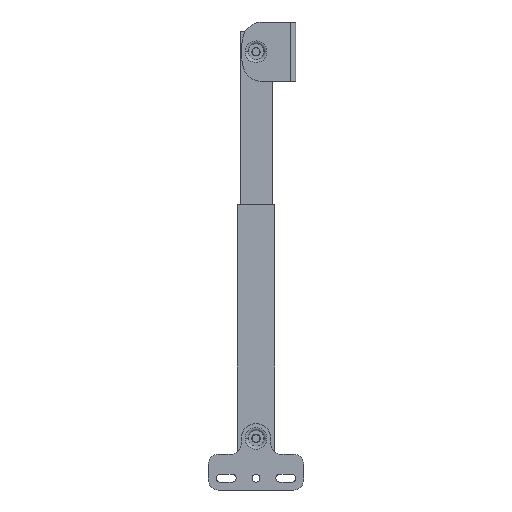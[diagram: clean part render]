
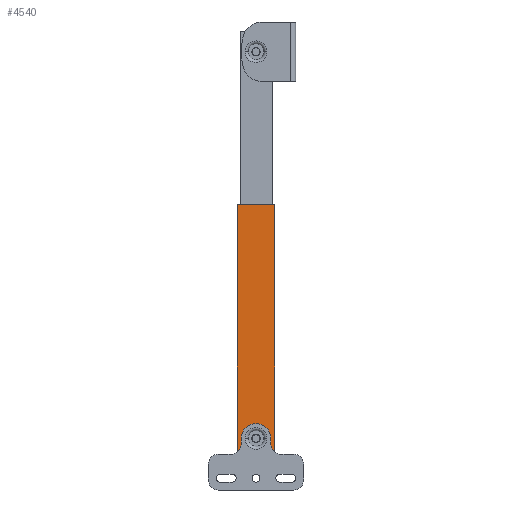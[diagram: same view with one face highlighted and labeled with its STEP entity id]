
A CAD part, left-side view. The second image highlights one B-rep face of the part: STEP entity #4540.
In plain terms, the highlighted face is planar.
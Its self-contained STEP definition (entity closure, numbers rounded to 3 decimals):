
#17 = DIRECTION ( 'NONE',  ( 0., 0., -1. ) ) ;
#25 = VERTEX_POINT ( 'NONE', #4417 ) ;
#56 = CARTESIAN_POINT ( 'NONE',  ( 5., 9.5, -63. ) ) ;
#142 = VECTOR ( 'NONE', #2443, 1000. ) ;
#261 = ORIENTED_EDGE ( 'NONE', *, *, #5005, .T. ) ;
#322 = FACE_BOUND ( 'NONE', #5065, .T. ) ;
#487 = CARTESIAN_POINT ( 'NONE',  ( 5., 9.5, 63. ) ) ;
#523 = ORIENTED_EDGE ( 'NONE', *, *, #2046, .F. ) ;
#527 = CARTESIAN_POINT ( 'NONE',  ( 5., -9.5, 63. ) ) ;
#534 = VECTOR ( 'NONE', #1580, 1000. ) ;
#581 = VERTEX_POINT ( 'NONE', #4696 ) ;
#669 = CARTESIAN_POINT ( 'NONE',  ( 5., -9.5, 63. ) ) ;
#676 = VECTOR ( 'NONE', #17, 1000. ) ;
#708 = AXIS2_PLACEMENT_3D ( 'NONE', #487, #5112, #4581 ) ;
#826 = CARTESIAN_POINT ( 'NONE',  ( 5., 0., 55. ) ) ;
#895 = VERTEX_POINT ( 'NONE', #669 ) ;
#992 = PLANE ( 'NONE',  #708 ) ;
#1020 = VERTEX_POINT ( 'NONE', #56 ) ;
#1050 = LINE ( 'NONE', #527, #676 ) ;
#1186 = ORIENTED_EDGE ( 'NONE', *, *, #4600, .F. ) ;
#1324 = ORIENTED_EDGE ( 'NONE', *, *, #2454, .F. ) ;
#1427 = DIRECTION ( 'NONE',  ( 0., 0., -1. ) ) ;
#1539 = CIRCLE ( 'NONE', #3572, 2.55 ) ;
#1580 = DIRECTION ( 'NONE',  ( 0., 1., 0. ) ) ;
#1594 = DIRECTION ( 'NONE',  ( 0., 1., 0. ) ) ;
#1888 = CARTESIAN_POINT ( 'NONE',  ( 5., -9.5, -63. ) ) ;
#1955 = CARTESIAN_POINT ( 'NONE',  ( 5., 9.5, 63. ) ) ;
#2046 = EDGE_CURVE ( 'NONE', #25, #581, #1539, .T. ) ;
#2095 = CARTESIAN_POINT ( 'NONE',  ( 5., 9.5, -63. ) ) ;
#2108 = DIRECTION ( 'NONE',  ( 1., 0., 0. ) ) ;
#2182 = EDGE_CURVE ( 'NONE', #895, #2809, #4559, .T. ) ;
#2224 = VERTEX_POINT ( 'NONE', #1888 ) ;
#2313 = AXIS2_PLACEMENT_3D ( 'NONE', #3699, #2108, #1594 ) ;
#2443 = DIRECTION ( 'NONE',  ( 0., 1., 0. ) ) ;
#2454 = EDGE_CURVE ( 'NONE', #581, #25, #4737, .T. ) ;
#2484 = LINE ( 'NONE', #1955, #4308 ) ;
#2636 = LINE ( 'NONE', #2095, #534 ) ;
#2686 = ORIENTED_EDGE ( 'NONE', *, *, #4999, .T. ) ;
#2809 = VERTEX_POINT ( 'NONE', #4612 ) ;
#2964 = CARTESIAN_POINT ( 'NONE',  ( 5., 9.5, 63. ) ) ;
#3572 = AXIS2_PLACEMENT_3D ( 'NONE', #826, #4920, #4412 ) ;
#3699 = CARTESIAN_POINT ( 'NONE',  ( 5., 0., 55. ) ) ;
#4100 = EDGE_LOOP ( 'NONE', ( #2686, #1186, #4396, #261 ) ) ;
#4308 = VECTOR ( 'NONE', #1427, 1000. ) ;
#4396 = ORIENTED_EDGE ( 'NONE', *, *, #2182, .F. ) ;
#4412 = DIRECTION ( 'NONE',  ( 0., 1., 0. ) ) ;
#4417 = CARTESIAN_POINT ( 'NONE',  ( 5., -2.55, 55. ) ) ;
#4540 = ADVANCED_FACE ( 'NONE', ( #322, #4800 ), #992, .F. ) ;
#4559 = LINE ( 'NONE', #2964, #142 ) ;
#4581 = DIRECTION ( 'NONE',  ( 0., -1., 0. ) ) ;
#4600 = EDGE_CURVE ( 'NONE', #2809, #1020, #2484, .T. ) ;
#4612 = CARTESIAN_POINT ( 'NONE',  ( 5., 9.5, 63. ) ) ;
#4696 = CARTESIAN_POINT ( 'NONE',  ( 5., 2.55, 55. ) ) ;
#4737 = CIRCLE ( 'NONE', #2313, 2.55 ) ;
#4800 = FACE_OUTER_BOUND ( 'NONE', #4100, .T. ) ;
#4920 = DIRECTION ( 'NONE',  ( 1., 0., 0. ) ) ;
#4999 = EDGE_CURVE ( 'NONE', #2224, #1020, #2636, .T. ) ;
#5005 = EDGE_CURVE ( 'NONE', #895, #2224, #1050, .T. ) ;
#5065 = EDGE_LOOP ( 'NONE', ( #1324, #523 ) ) ;
#5112 = DIRECTION ( 'NONE',  ( -1., 0., 0. ) ) ;
